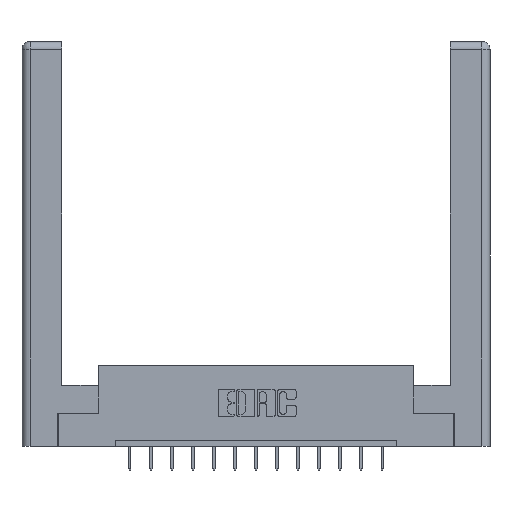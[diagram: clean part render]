
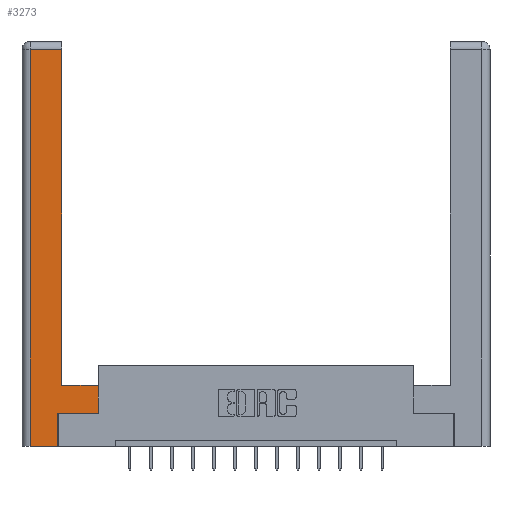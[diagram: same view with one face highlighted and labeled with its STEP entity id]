
A CAD part, top view. The second image highlights one B-rep face of the part: STEP entity #3273.
In plain terms, the highlighted planar face has unit normal (0, 0, 1).
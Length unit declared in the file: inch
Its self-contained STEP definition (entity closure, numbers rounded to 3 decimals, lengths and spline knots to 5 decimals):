
#478 = VERTEX_POINT ( 'NONE', #12984 ) ;
#495 = LINE ( 'NONE', #15932, #2630 ) ;
#510 = ORIENTED_EDGE ( 'NONE', *, *, #13623, .T. ) ;
#959 = VECTOR ( 'NONE', #7821, 39.37008 ) ;
#1074 = VECTOR ( 'NONE', #14616, 39.37008 ) ;
#1144 = CARTESIAN_POINT ( 'NONE',  ( 0., 0., 0. ) ) ;
#1223 = EDGE_CURVE ( 'NONE', #4563, #8027, #15483, .T. ) ;
#1533 = ORIENTED_EDGE ( 'NONE', *, *, #1223, .T. ) ;
#1713 = DIRECTION ( 'NONE',  ( -1., 0., 0. ) ) ;
#1782 = VECTOR ( 'NONE', #9165, 39.37008 ) ;
#2140 = DIRECTION ( 'NONE',  ( -1., 0., 0. ) ) ;
#2202 = VERTEX_POINT ( 'NONE', #8553 ) ;
#2630 = VECTOR ( 'NONE', #2140, 39.37008 ) ;
#2655 = VERTEX_POINT ( 'NONE', #7478 ) ;
#2765 = CARTESIAN_POINT ( 'NONE',  ( 0.265, 0., 0. ) ) ;
#2776 = LINE ( 'NONE', #6794, #13732 ) ;
#3133 = LINE ( 'NONE', #2765, #959 ) ;
#3273 = ADVANCED_FACE ( 'NONE', ( #13713 ), #12378, .F. ) ;
#3295 = EDGE_CURVE ( 'NONE', #8027, #9081, #7077, .T. ) ;
#3463 = CARTESIAN_POINT ( 'NONE',  ( 0.0615, 0., 0. ) ) ;
#3579 = ORIENTED_EDGE ( 'NONE', *, *, #7106, .T. ) ;
#3771 = VECTOR ( 'NONE', #12993, 39.37008 ) ;
#3927 = LINE ( 'NONE', #13826, #5705 ) ;
#4444 = VERTEX_POINT ( 'NONE', #5699 ) ;
#4563 = VERTEX_POINT ( 'NONE', #13173 ) ;
#5699 = CARTESIAN_POINT ( 'NONE',  ( 0.295, 2.94, 0. ) ) ;
#5705 = VECTOR ( 'NONE', #12523, 39.37008 ) ;
#5726 = ORIENTED_EDGE ( 'NONE', *, *, #3295, .T. ) ;
#6127 = CARTESIAN_POINT ( 'NONE',  ( 0.295, 0.45, 0. ) ) ;
#6536 = CARTESIAN_POINT ( 'NONE',  ( 0.565, 0.45, 0. ) ) ;
#6794 = CARTESIAN_POINT ( 'NONE',  ( 0.565, 0.245, 0. ) ) ;
#7077 = LINE ( 'NONE', #7345, #1782 ) ;
#7106 = EDGE_CURVE ( 'NONE', #9081, #4444, #10502, .T. ) ;
#7266 = CARTESIAN_POINT ( 'NONE',  ( 0.565, 0.45, 0. ) ) ;
#7301 = ORIENTED_EDGE ( 'NONE', *, *, #10711, .T. ) ;
#7345 = CARTESIAN_POINT ( 'NONE',  ( 0.295, 0.45, 0. ) ) ;
#7478 = CARTESIAN_POINT ( 'NONE',  ( 0.265, 0.245, 0. ) ) ;
#7515 = EDGE_CURVE ( 'NONE', #4444, #2202, #495, .T. ) ;
#7821 = DIRECTION ( 'NONE',  ( 1., 0., 0. ) ) ;
#8027 = VERTEX_POINT ( 'NONE', #7266 ) ;
#8553 = CARTESIAN_POINT ( 'NONE',  ( 0.0615, 2.94, 0. ) ) ;
#9081 = VERTEX_POINT ( 'NONE', #6127 ) ;
#9165 = DIRECTION ( 'NONE',  ( -1., 0., 0. ) ) ;
#9455 = EDGE_LOOP ( 'NONE', ( #3579, #15530, #15167, #7301, #10736, #510, #1533, #5726 ) ) ;
#9650 = VERTEX_POINT ( 'NONE', #10894 ) ;
#9897 = EDGE_CURVE ( 'NONE', #9650, #2655, #3927, .T. ) ;
#10359 = EDGE_CURVE ( 'NONE', #2202, #478, #15791, .T. ) ;
#10502 = LINE ( 'NONE', #10923, #1074 ) ;
#10711 = EDGE_CURVE ( 'NONE', #478, #9650, #3133, .T. ) ;
#10736 = ORIENTED_EDGE ( 'NONE', *, *, #9897, .T. ) ;
#10894 = CARTESIAN_POINT ( 'NONE',  ( 0.265, 0., 0. ) ) ;
#10923 = CARTESIAN_POINT ( 'NONE',  ( 0.295, 3., 0. ) ) ;
#12145 = VECTOR ( 'NONE', #16017, 39.37008 ) ;
#12378 = PLANE ( 'NONE',  #13467 ) ;
#12523 = DIRECTION ( 'NONE',  ( 0., 1., 0. ) ) ;
#12984 = CARTESIAN_POINT ( 'NONE',  ( 0.0615, 0., 0. ) ) ;
#12993 = DIRECTION ( 'NONE',  ( 0., 1., 0. ) ) ;
#13173 = CARTESIAN_POINT ( 'NONE',  ( 0.565, 0.245, 0. ) ) ;
#13467 = AXIS2_PLACEMENT_3D ( 'NONE', #1144, #15019, #1713 ) ;
#13623 = EDGE_CURVE ( 'NONE', #2655, #4563, #2776, .T. ) ;
#13713 = FACE_OUTER_BOUND ( 'NONE', #9455, .T. ) ;
#13732 = VECTOR ( 'NONE', #14319, 39.37008 ) ;
#13826 = CARTESIAN_POINT ( 'NONE',  ( 0.265, 0.245, 0. ) ) ;
#14319 = DIRECTION ( 'NONE',  ( 1., 0., 0. ) ) ;
#14616 = DIRECTION ( 'NONE',  ( 0., 1., 0. ) ) ;
#15019 = DIRECTION ( 'NONE',  ( 0., 0., -1. ) ) ;
#15167 = ORIENTED_EDGE ( 'NONE', *, *, #10359, .T. ) ;
#15483 = LINE ( 'NONE', #6536, #3771 ) ;
#15530 = ORIENTED_EDGE ( 'NONE', *, *, #7515, .T. ) ;
#15791 = LINE ( 'NONE', #3463, #12145 ) ;
#15932 = CARTESIAN_POINT ( 'NONE',  ( 0.0615, 2.94, 0. ) ) ;
#16017 = DIRECTION ( 'NONE',  ( 0., -1., 0. ) ) ;
